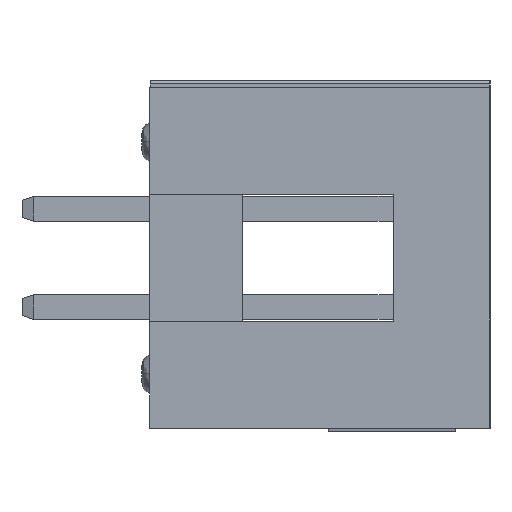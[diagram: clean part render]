
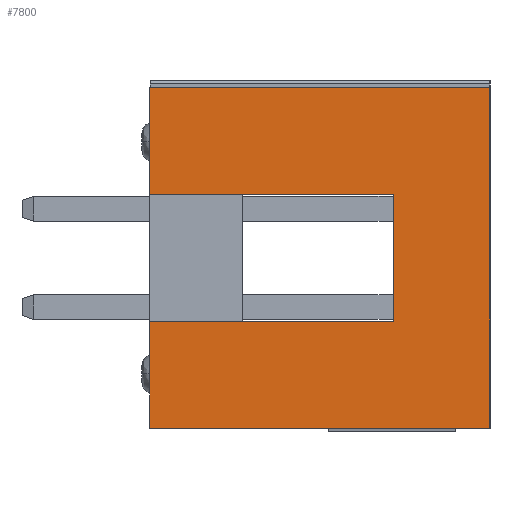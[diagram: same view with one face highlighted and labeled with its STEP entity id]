
A CAD part, left-side view. The second image highlights one B-rep face of the part: STEP entity #7800.
In plain terms, the highlighted planar face has unit normal (-1, 0, 0).
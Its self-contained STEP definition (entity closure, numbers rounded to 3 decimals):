
#30=DIRECTION('',(0.,0.,1.));
#31=VECTOR('',#30,8.8);
#32=CARTESIAN_POINT('',(-16.51,0.,-4.4));
#33=LINE('',#32,#31);
#632=DIRECTION('',(0.,0.,1.));
#633=VECTOR('',#632,2.75);
#634=CARTESIAN_POINT('',(-16.51,8.8,1.65));
#635=LINE('',#634,#633);
#648=DIRECTION('',(0.,0.,1.));
#649=VECTOR('',#648,2.75);
#650=CARTESIAN_POINT('',(-16.51,8.8,-4.4));
#651=LINE('',#650,#649);
#1152=DIRECTION('',(0.,-1.,0.));
#1153=VECTOR('',#1152,6.3);
#1154=CARTESIAN_POINT('',(-16.51,8.8,-1.65));
#1155=LINE('',#1154,#1153);
#1156=DIRECTION('',(0.,0.,1.));
#1157=VECTOR('',#1156,3.3);
#1158=CARTESIAN_POINT('',(-16.51,2.5,-1.65));
#1159=LINE('',#1158,#1157);
#1160=DIRECTION('',(0.,-1.,0.));
#1161=VECTOR('',#1160,6.3);
#1162=CARTESIAN_POINT('',(-16.51,8.8,1.65));
#1163=LINE('',#1162,#1161);
#1164=DIRECTION('',(0.,1.,0.));
#1165=VECTOR('',#1164,8.8);
#1166=CARTESIAN_POINT('',(-16.51,0.,-4.4));
#1167=LINE('',#1166,#1165);
#1204=DIRECTION('',(0.,1.,0.));
#1205=VECTOR('',#1204,8.8);
#1206=CARTESIAN_POINT('',(-16.51,0.,4.4));
#1207=LINE('',#1206,#1205);
#5154=CARTESIAN_POINT('',(-16.51,0.,-4.4));
#5155=CARTESIAN_POINT('',(-16.51,0.,4.4));
#5156=VERTEX_POINT('',#5154);
#5157=VERTEX_POINT('',#5155);
#5162=CARTESIAN_POINT('',(-16.51,8.8,4.4));
#5164=VERTEX_POINT('',#5162);
#5166=CARTESIAN_POINT('',(-16.51,8.8,-4.4));
#5167=VERTEX_POINT('',#5166);
#5182=CARTESIAN_POINT('',(-16.51,8.8,-1.65));
#5183=VERTEX_POINT('',#5182);
#5184=CARTESIAN_POINT('',(-16.51,8.8,1.65));
#5185=VERTEX_POINT('',#5184);
#5186=CARTESIAN_POINT('',(-16.51,2.5,-1.65));
#5187=VERTEX_POINT('',#5186);
#5188=CARTESIAN_POINT('',(-16.51,2.5,1.65));
#5189=VERTEX_POINT('',#5188);
#7782=CARTESIAN_POINT('',(-16.51,0.,-4.4));
#7783=DIRECTION('',(-1.,0.,0.));
#7784=DIRECTION('',(0.,0.,1.));
#7785=AXIS2_PLACEMENT_3D('',#7782,#7783,#7784);
#7786=PLANE('',#7785);
#7788=ORIENTED_EDGE('',*,*,#7787,.T.);
#7790=ORIENTED_EDGE('',*,*,#7789,.T.);
#7791=ORIENTED_EDGE('',*,*,#7771,.F.);
#7792=ORIENTED_EDGE('',*,*,#7338,.T.);
#7794=ORIENTED_EDGE('',*,*,#7793,.F.);
#7795=ORIENTED_EDGE('',*,*,#6765,.F.);
#7796=ORIENTED_EDGE('',*,*,#6876,.T.);
#7797=ORIENTED_EDGE('',*,*,#7346,.T.);
#7798=EDGE_LOOP('',(#7788,#7790,#7791,#7792,#7794,#7795,#7796,#7797));
#7799=FACE_OUTER_BOUND('',#7798,.F.);
#7800=ADVANCED_FACE('',(#7799),#7786,.T.);
#6765=EDGE_CURVE('',#5156,#5157,#33,.T.);
#6876=EDGE_CURVE('',#5156,#5167,#1167,.T.);
#7338=EDGE_CURVE('',#5185,#5164,#635,.T.);
#7346=EDGE_CURVE('',#5167,#5183,#651,.T.);
#7771=EDGE_CURVE('',#5185,#5189,#1163,.T.);
#7787=EDGE_CURVE('',#5183,#5187,#1155,.T.);
#7789=EDGE_CURVE('',#5187,#5189,#1159,.T.);
#7793=EDGE_CURVE('',#5157,#5164,#1207,.T.);
